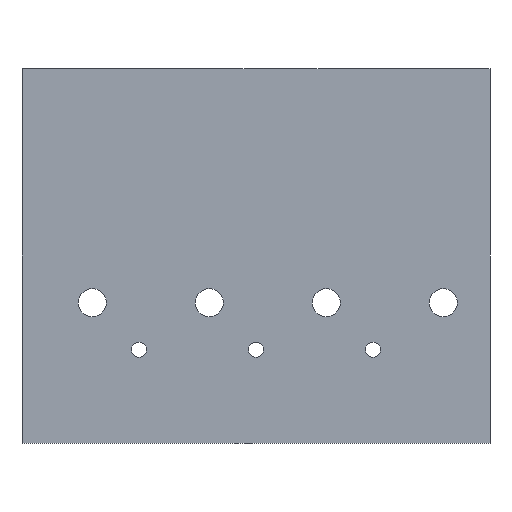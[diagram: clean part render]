
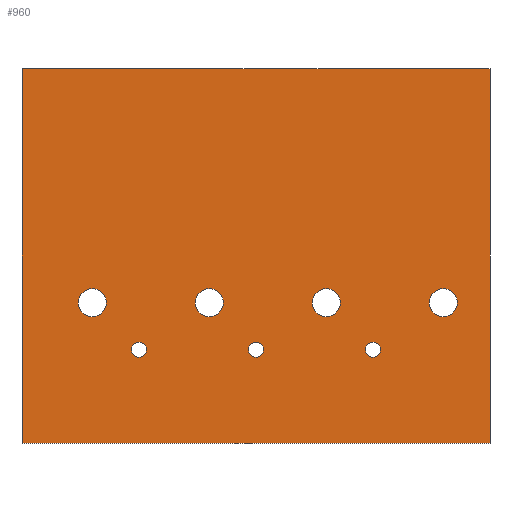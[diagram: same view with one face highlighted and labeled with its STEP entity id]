
A CAD part, front view. The second image highlights one B-rep face of the part: STEP entity #960.
In plain terms, the highlighted planar face has unit normal (0, -1, 0).
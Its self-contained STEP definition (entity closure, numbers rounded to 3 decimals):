
#24=LINE('',#1502,#90);
#25=LINE('',#1504,#91);
#26=LINE('',#1506,#92);
#27=LINE('',#1507,#93);
#90=VECTOR('',#1233,100.);
#91=VECTOR('',#1234,80.);
#92=VECTOR('',#1235,100.);
#93=VECTOR('',#1236,80.);
#156=PLANE('',#1054);
#205=FACE_BOUND('',#340,.T.);
#206=FACE_BOUND('',#341,.T.);
#207=FACE_BOUND('',#342,.T.);
#208=FACE_BOUND('',#343,.T.);
#209=FACE_BOUND('',#344,.T.);
#210=FACE_BOUND('',#345,.T.);
#211=FACE_BOUND('',#346,.T.);
#258=FACE_OUTER_BOUND('',#339,.T.);
#339=EDGE_LOOP('',(#720,#721,#722,#723));
#340=EDGE_LOOP('',(#724));
#341=EDGE_LOOP('',(#725));
#342=EDGE_LOOP('',(#726));
#343=EDGE_LOOP('',(#727));
#344=EDGE_LOOP('',(#728));
#345=EDGE_LOOP('',(#729));
#346=EDGE_LOOP('',(#730));
#400=CIRCLE('',#996,1.621);
#402=CIRCLE('',#999,1.621);
#404=CIRCLE('',#1002,1.621);
#415=CIRCLE('',#1020,3.);
#419=CIRCLE('',#1027,3.);
#423=CIRCLE('',#1034,3.);
#427=CIRCLE('',#1041,3.);
#452=VERTEX_POINT('',#1395);
#454=VERTEX_POINT('',#1400);
#456=VERTEX_POINT('',#1405);
#467=VERTEX_POINT('',#1434);
#471=VERTEX_POINT('',#1445);
#475=VERTEX_POINT('',#1456);
#479=VERTEX_POINT('',#1467);
#492=VERTEX_POINT('',#1500);
#493=VERTEX_POINT('',#1501);
#494=VERTEX_POINT('',#1503);
#495=VERTEX_POINT('',#1505);
#546=EDGE_CURVE('',#452,#452,#400,.T.);
#548=EDGE_CURVE('',#454,#454,#402,.T.);
#550=EDGE_CURVE('',#456,#456,#404,.T.);
#561=EDGE_CURVE('',#467,#467,#415,.T.);
#565=EDGE_CURVE('',#471,#471,#419,.T.);
#569=EDGE_CURVE('',#475,#475,#423,.T.);
#573=EDGE_CURVE('',#479,#479,#427,.T.);
#586=EDGE_CURVE('',#492,#493,#24,.T.);
#587=EDGE_CURVE('',#493,#494,#25,.T.);
#588=EDGE_CURVE('',#495,#494,#26,.T.);
#589=EDGE_CURVE('',#492,#495,#27,.T.);
#720=ORIENTED_EDGE('',*,*,#586,.T.);
#721=ORIENTED_EDGE('',*,*,#587,.T.);
#722=ORIENTED_EDGE('',*,*,#588,.F.);
#723=ORIENTED_EDGE('',*,*,#589,.F.);
#724=ORIENTED_EDGE('',*,*,#546,.T.);
#725=ORIENTED_EDGE('',*,*,#548,.T.);
#726=ORIENTED_EDGE('',*,*,#550,.T.);
#727=ORIENTED_EDGE('',*,*,#561,.T.);
#728=ORIENTED_EDGE('',*,*,#565,.T.);
#729=ORIENTED_EDGE('',*,*,#569,.T.);
#730=ORIENTED_EDGE('',*,*,#573,.T.);
#960=ADVANCED_FACE('',(#258,#205,#206,#207,#208,#209,#210,#211),#156,.T.);
#996=AXIS2_PLACEMENT_3D('',#1396,#1109,#1110);
#999=AXIS2_PLACEMENT_3D('',#1401,#1115,#1116);
#1002=AXIS2_PLACEMENT_3D('',#1406,#1121,#1122);
#1020=AXIS2_PLACEMENT_3D('',#1435,#1157,#1158);
#1027=AXIS2_PLACEMENT_3D('',#1446,#1171,#1172);
#1034=AXIS2_PLACEMENT_3D('',#1457,#1185,#1186);
#1041=AXIS2_PLACEMENT_3D('',#1468,#1199,#1200);
#1054=AXIS2_PLACEMENT_3D('',#1499,#1231,#1232);
#1109=DIRECTION('center_axis',(0.,1.,0.));
#1110=DIRECTION('ref_axis',(1.,0.,0.));
#1115=DIRECTION('center_axis',(0.,1.,0.));
#1116=DIRECTION('ref_axis',(1.,0.,0.));
#1121=DIRECTION('center_axis',(0.,1.,0.));
#1122=DIRECTION('ref_axis',(1.,0.,0.));
#1157=DIRECTION('center_axis',(0.,1.,0.));
#1158=DIRECTION('ref_axis',(1.,0.,0.));
#1171=DIRECTION('center_axis',(0.,1.,0.));
#1172=DIRECTION('ref_axis',(1.,0.,0.));
#1185=DIRECTION('center_axis',(0.,1.,0.));
#1186=DIRECTION('ref_axis',(1.,0.,0.));
#1199=DIRECTION('center_axis',(0.,1.,0.));
#1200=DIRECTION('ref_axis',(1.,0.,0.));
#1231=DIRECTION('center_axis',(0.,-1.,0.));
#1232=DIRECTION('ref_axis',(-1.,0.,0.));
#1233=DIRECTION('',(-1.,0.,0.));
#1234=DIRECTION('',(0.,0.,-1.));
#1235=DIRECTION('',(-1.,0.,0.));
#1236=DIRECTION('',(0.,0.,-1.));
#1395=CARTESIAN_POINT('',(-16.621,-40.,-60.));
#1396=CARTESIAN_POINT('Origin',(-15.,-40.,-60.));
#1400=CARTESIAN_POINT('',(8.379,-40.,-60.));
#1401=CARTESIAN_POINT('Origin',(10.,-40.,-60.));
#1405=CARTESIAN_POINT('',(33.379,-40.,-60.));
#1406=CARTESIAN_POINT('Origin',(35.,-40.,-60.));
#1434=CARTESIAN_POINT('',(22.,-40.,-50.));
#1435=CARTESIAN_POINT('Origin',(25.,-40.,-50.));
#1445=CARTESIAN_POINT('',(-3.,-40.,-50.));
#1446=CARTESIAN_POINT('Origin',(0.,-40.,-50.));
#1456=CARTESIAN_POINT('',(-28.,-40.,-50.));
#1457=CARTESIAN_POINT('Origin',(-25.,-40.,-50.));
#1467=CARTESIAN_POINT('',(47.,-40.,-50.));
#1468=CARTESIAN_POINT('Origin',(50.,-40.,-50.));
#1499=CARTESIAN_POINT('Origin',(60.,-40.,0.));
#1500=CARTESIAN_POINT('',(60.,-40.,0.));
#1501=CARTESIAN_POINT('',(-40.,-40.,0.));
#1502=CARTESIAN_POINT('',(60.,-40.,0.));
#1503=CARTESIAN_POINT('',(-40.,-40.,-80.));
#1504=CARTESIAN_POINT('',(-40.,-40.,0.));
#1505=CARTESIAN_POINT('',(60.,-40.,-80.));
#1506=CARTESIAN_POINT('',(60.,-40.,-80.));
#1507=CARTESIAN_POINT('',(60.,-40.,0.));
